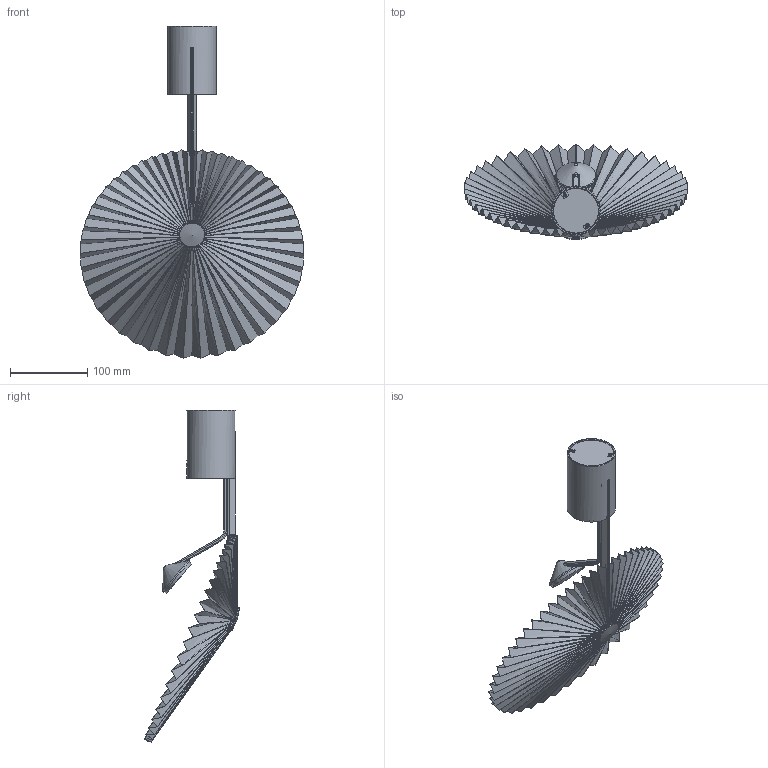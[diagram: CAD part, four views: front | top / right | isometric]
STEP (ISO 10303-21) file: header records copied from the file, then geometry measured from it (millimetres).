
FILE_DESCRIPTION(/* description */ (''),/* implementation_level */ '2;1');
FILE_NAME(/* name */ 'LIRIS Table lamp.stp',/* time_stamp */ '2024-04-23T08:39:58+02:00',/* author */ ('SørenNielsen'),/* organization */ (''),/* preprocessor_version */ 'ST-DEVELOPER v19.2',/* originating_system */ 'Autodesk Inventor 2024',/* authorisation */ '');
FILE_SCHEMA (('AUTOMOTIVE_DESIGN { 1 0 10303 214 3 1 1 }'));
Products named in the file (1): Table lamp_Simplify_1
Bounding box: 289.11 x 123.68 x 429.35 mm (x, y, z)
Volume: 126861.5 mm3; surface area: 400283.9 mm2
Topology: 8 solids, 8 shells, 848 faces, 2546 edges, 1643 vertices
Faces by surface type: bspline 333, plane 178, torus 150, cylinder 141, cone 42, sphere 4
Full cylindrical faces by diameter (mm): 2.4 x2, 4.2 x6, 4.717 x1, 5 x1, 5.066 x5, 5.8 x2, 8 x1, 8.2 x1, 9 x1, 10 x1, 10.3 x1, 12 x2, 47.133 x1, 58 x1, 59.5 x1, 62.5 x1
Entity records: 64172 total; most frequent: CARTESIAN_POINT 43028, ORIENTED_EDGE 5092, DIRECTION 2824, EDGE_CURVE 2546, VERTEX_POINT 1643, B_SPLINE_CURVE_WITH_KNOTS 1248, EDGE_LOOP 1087, AXIS2_PLACEMENT_3D 1050
